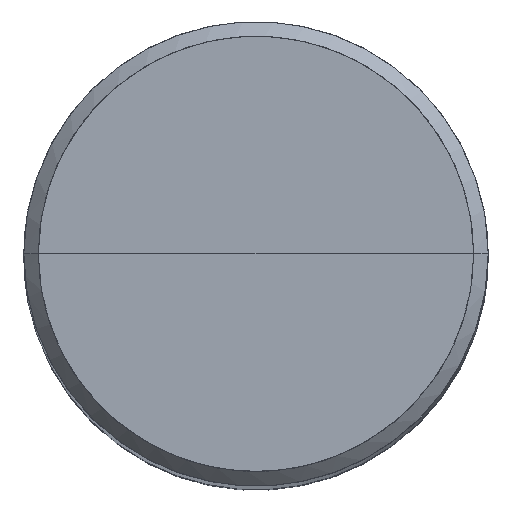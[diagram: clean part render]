
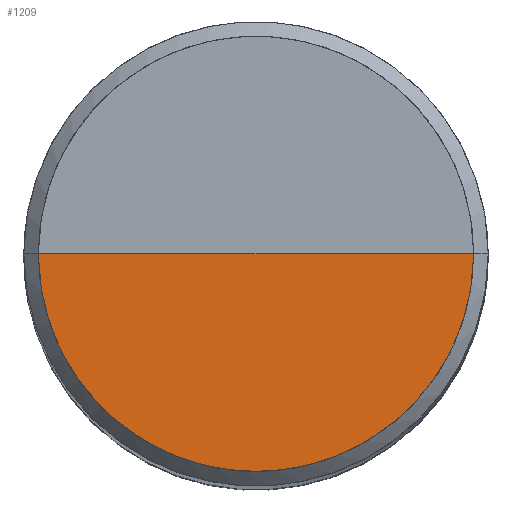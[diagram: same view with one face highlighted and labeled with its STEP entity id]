
A CAD part, top view. The second image highlights one B-rep face of the part: STEP entity #1209.
In plain terms, the highlighted free-form (B-spline) face has degree [1, 2] with [2, 5] control points.
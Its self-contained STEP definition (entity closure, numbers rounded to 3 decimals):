
#896=CARTESIAN_POINT('',(7.5,0.0,64.0));
#900=CARTESIAN_POINT('',(-7.5,0.0,64.0));
#901=CARTESIAN_POINT('',(0.0,0.0,64.0));
#908=CARTESIAN_POINT('',(-7.5,-7.5,64.0));
#909=CARTESIAN_POINT('',(0.0,-7.5,64.0));
#910=CARTESIAN_POINT('',(7.5,-7.5,64.0));
#1194=(
BOUNDED_SURFACE()
B_SPLINE_SURFACE(1,2,(
(#900,#908,#909,#910,#896),
(#901,#901,#901,#901,#901)
), .UNSPECIFIED.,.F.,.F.,.F.)
B_SPLINE_SURFACE_WITH_KNOTS((2,2),(3,2,3),(
0.0,1.0),(
0.0,0.5,1.0), .UNSPECIFIED.)
GEOMETRIC_REPRESENTATION_ITEM()
RATIONAL_B_SPLINE_SURFACE(((1.0,0.707,1.0,0.707,1.0),
(1.0,0.707,1.0,0.707,1.0)
))
REPRESENTATION_ITEM('')
SURFACE()
);
#1195=(
BOUNDED_CURVE()
B_SPLINE_CURVE(2,(#896,#910,#909,#908,#900),.UNSPECIFIED.,.F.,.F.)
B_SPLINE_CURVE_WITH_KNOTS((3,2,3),
(0.0,0.5,1.0),.UNSPECIFIED.)
CURVE()
GEOMETRIC_REPRESENTATION_ITEM()
RATIONAL_B_SPLINE_CURVE((1.0,0.707,1.0,0.707,1.0))
REPRESENTATION_ITEM('')
);
#1196=(
BOUNDED_CURVE()
B_SPLINE_CURVE(1,(#900,#901),.UNSPECIFIED.,.F.,.F.)
B_SPLINE_CURVE_WITH_KNOTS((2,2),
(0.0,1.0),.UNSPECIFIED.)
CURVE()
GEOMETRIC_REPRESENTATION_ITEM()
RATIONAL_B_SPLINE_CURVE((1.0,1.0))
REPRESENTATION_ITEM('')
);
#1197=(
BOUNDED_CURVE()
B_SPLINE_CURVE(1,(#901,#896),.UNSPECIFIED.,.F.,.F.)
B_SPLINE_CURVE_WITH_KNOTS((2,2),
(0.0,1.0),.UNSPECIFIED.)
CURVE()
GEOMETRIC_REPRESENTATION_ITEM()
RATIONAL_B_SPLINE_CURVE((1.0,1.0))
REPRESENTATION_ITEM('')
);
#1198=VERTEX_POINT('',#896);
#1199=VERTEX_POINT('',#900);
#1200=VERTEX_POINT('',#901);
#1201=EDGE_CURVE('',#1198,#1199,#1195,.T.);
#1202=EDGE_CURVE('',#1199,#1200,#1196,.T.);
#1203=EDGE_CURVE('',#1200,#1198,#1197,.T.);
#1204=ORIENTED_EDGE('',*,*,#1201,.T.);
#1205=ORIENTED_EDGE('',*,*,#1202,.T.);
#1206=ORIENTED_EDGE('',*,*,#1203,.T.);
#1207=EDGE_LOOP('',(#1204,#1205,#1206));
#1208=FACE_OUTER_BOUND('',#1207,.T.);
#1209=ADVANCED_FACE('',(#1208),#1194,.T.);
